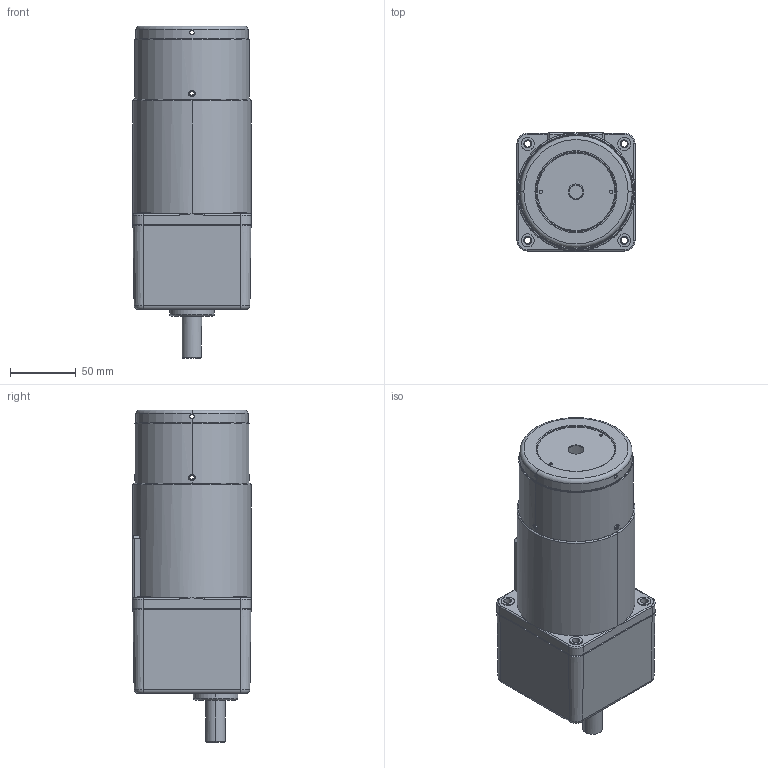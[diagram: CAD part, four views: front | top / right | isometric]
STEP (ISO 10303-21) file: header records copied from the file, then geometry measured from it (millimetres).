
FILE_DESCRIPTION (( 'STEP AP203' ), '1' );
FILE_NAME ('5RK40.60(R)GU-CM.STEP', '2022-08-25T03:05:15', ( '' ), ( 'Microsoft' ), 'SwSTEP 2.0', 'SolidWorks 2020', '' );
FILE_SCHEMA (( 'CONFIG_CONTROL_DESIGN' ));
Length unit declared in the file: millimetre
Products named in the file (1): 5RK40.60(R)GU-CM
Bounding box: 90 x 90 x 253 mm (x, y, z)
Surface area: 134122.2 mm2 (no closed solid volume)
Topology: 0 solids, 10 shells, 238 faces, 663 edges, 428 vertices
Faces by surface type: cylinder 113, plane 50, cone 41, torus 26, bspline 8
Entity records: 9701 total; most frequent: CARTESIAN_POINT 3498, DIRECTION 1341, ORIENTED_EDGE 1186, EDGE_CURVE 655, AXIS2_PLACEMENT_3D 553, VERTEX_POINT 428, CIRCLE 322, EDGE_LOOP 300
